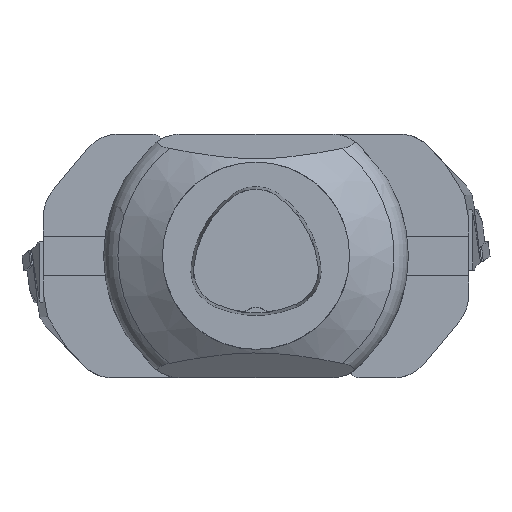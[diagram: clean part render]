
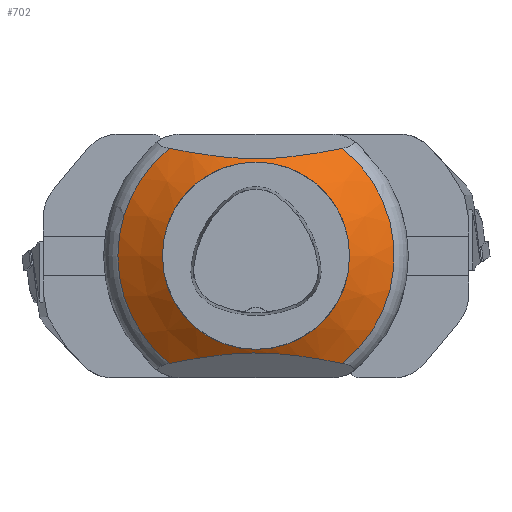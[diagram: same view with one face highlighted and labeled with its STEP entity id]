
A CAD part, top view. The second image highlights one B-rep face of the part: STEP entity #702.
In plain terms, the highlighted conical face has half-angle 55 degrees and reference radius 39.992 mm.
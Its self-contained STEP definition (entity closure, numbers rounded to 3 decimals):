
#453=CONICAL_SURFACE('',#3344,39.993,55.);
#460=FACE_BOUND('',#1087,.T.);
#461=FACE_BOUND('',#1088,.T.);
#570=CIRCLE('',#3341,40.);
#571=CIRCLE('',#3342,59.03);
#572=CIRCLE('',#3343,59.03);
#637=B_SPLINE_CURVE_WITH_KNOTS('',3,(#4538,#4539,#4540,#4541,#4542,#4543,
#4544,#4545,#4546,#4547),.UNSPECIFIED.,.F.,.F.,(4,2,2,2,4),(0.,0.25,0.5,
0.75,1.),.UNSPECIFIED.);
#641=B_SPLINE_CURVE_WITH_KNOTS('',3,(#4570,#4571,#4572,#4573,#4574,#4575,
#4576,#4577,#4578,#4579),.UNSPECIFIED.,.F.,.F.,(4,2,2,2,4),(0.,0.25,0.5,
0.75,1.),.UNSPECIFIED.);
#702=ADVANCED_FACE('',(#460,#461),#453,.T.);
#1087=EDGE_LOOP('',(#1346));
#1088=EDGE_LOOP('',(#1347,#1348,#1349,#1350));
#1346=ORIENTED_EDGE('',*,*,#2341,.T.);
#1347=ORIENTED_EDGE('',*,*,#2336,.F.);
#1348=ORIENTED_EDGE('',*,*,#2342,.T.);
#1349=ORIENTED_EDGE('',*,*,#2340,.F.);
#1350=ORIENTED_EDGE('',*,*,#2343,.T.);
#2056=VERTEX_POINT('',#4537);
#2057=VERTEX_POINT('',#4548);
#2058=VERTEX_POINT('',#4562);
#2059=VERTEX_POINT('',#4569);
#2060=VERTEX_POINT('',#4582);
#2336=EDGE_CURVE('',#2056,#2057,#637,.T.);
#2340=EDGE_CURVE('',#2059,#2058,#641,.T.);
#2341=EDGE_CURVE('',#2060,#2060,#570,.T.);
#2342=EDGE_CURVE('',#2056,#2058,#571,.T.);
#2343=EDGE_CURVE('',#2059,#2057,#572,.T.);
#3341=AXIS2_PLACEMENT_3D('',#4581,#3692,#3693);
#3342=AXIS2_PLACEMENT_3D('',#4583,#3694,#3695);
#3343=AXIS2_PLACEMENT_3D('',#4584,#3696,#3697);
#3344=AXIS2_PLACEMENT_3D('',#4585,#3698,#3699);
#3692=DIRECTION('',(0.,0.,-1.));
#3693=DIRECTION('',(-1.,0.,0.));
#3694=DIRECTION('',(0.,0.,1.));
#3695=DIRECTION('',(-1.,0.,0.));
#3696=DIRECTION('',(0.,0.,1.));
#3697=DIRECTION('',(-1.,0.,0.));
#3698=DIRECTION('',(0.,0.,-1.));
#3699=DIRECTION('',(-1.,0.,0.));
#4537=CARTESIAN_POINT('',(37.032,-45.969,-43.43));
#4538=CARTESIAN_POINT('',(37.032,-45.969,-43.43));
#4539=CARTESIAN_POINT('',(31.325,-44.831,-40.302));
#4540=CARTESIAN_POINT('',(25.507,-43.765,-37.373));
#4541=CARTESIAN_POINT('',(13.182,-42.083,-32.754));
#4542=CARTESIAN_POINT('',(6.719,-41.504,-31.163));
#4543=CARTESIAN_POINT('',(-6.642,-41.5,-31.151));
#4544=CARTESIAN_POINT('',(-13.117,-42.076,-32.734));
#4545=CARTESIAN_POINT('',(-25.483,-43.76,-37.361));
#4546=CARTESIAN_POINT('',(-31.314,-44.828,-40.296));
#4547=CARTESIAN_POINT('',(-37.032,-45.969,-43.43));
#4548=CARTESIAN_POINT('',(-37.032,-45.969,-43.43));
#4562=CARTESIAN_POINT('',(37.032,45.969,-43.43));
#4569=CARTESIAN_POINT('',(-37.032,45.969,-43.43));
#4570=CARTESIAN_POINT('',(-37.032,45.969,-43.43));
#4571=CARTESIAN_POINT('',(-31.325,44.831,-40.302));
#4572=CARTESIAN_POINT('',(-25.507,43.765,-37.373));
#4573=CARTESIAN_POINT('',(-13.182,42.083,-32.754));
#4574=CARTESIAN_POINT('',(-6.719,41.504,-31.163));
#4575=CARTESIAN_POINT('',(6.642,41.5,-31.151));
#4576=CARTESIAN_POINT('',(13.117,42.076,-32.734));
#4577=CARTESIAN_POINT('',(25.483,43.76,-37.361));
#4578=CARTESIAN_POINT('',(31.314,44.828,-40.296));
#4579=CARTESIAN_POINT('',(37.032,45.969,-43.43));
#4581=CARTESIAN_POINT('',(0.,0.,-30.105));
#4582=CARTESIAN_POINT('',(-40.,0.,-30.105));
#4583=CARTESIAN_POINT('',(0.,0.,-43.43));
#4584=CARTESIAN_POINT('',(0.,0.,-43.43));
#4585=CARTESIAN_POINT('',(0.,0.,-30.1));
